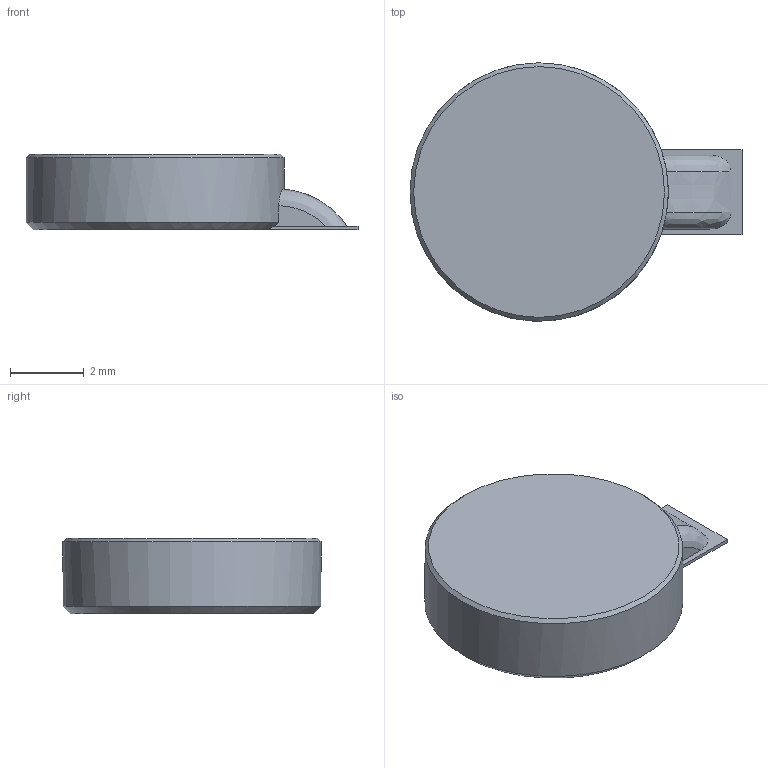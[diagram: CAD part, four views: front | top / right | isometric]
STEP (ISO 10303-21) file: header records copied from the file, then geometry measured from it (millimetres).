
FILE_DESCRIPTION(/* description */ (''),/* implementation_level */ '2;1');
FILE_NAME(/* name */ '7x2mm haptic motor v1.step',/* time_stamp */ '2018-09-27T11:49:14+01:00',/* author */ ('eric.n.tech'),/* organization */ (''),/* preprocessor_version */ 'ST-DEVELOPER v17.2',/* originating_system */ 'Autodesk Translation Framework v7.6.0.251',/* authorisation */ '');
FILE_SCHEMA (('AUTOMOTIVE_DESIGN { 1 0 10303 214 3 1 1 }'));
Length unit declared in the file: millimetre
Products named in the file (1): 7x2mm haptic motor
Bounding box: 9 x 7 x 2.05 mm (x, y, z)
Volume: 81.1 mm3; surface area: 128.9 mm2
Topology: 1 solids, 1 shells, 14 faces, 35 edges, 23 vertices
Faces by surface type: plane 8, bspline 3, cone 2, cylinder 1
Full cylindrical faces by diameter (mm): 7 x1
Entity records: 582 total; most frequent: CARTESIAN_POINT 221, ORIENTED_EDGE 70, DIRECTION 55, EDGE_CURVE 35, VERTEX_POINT 23, AXIS2_PLACEMENT_3D 20, LINE 15, VECTOR 15
